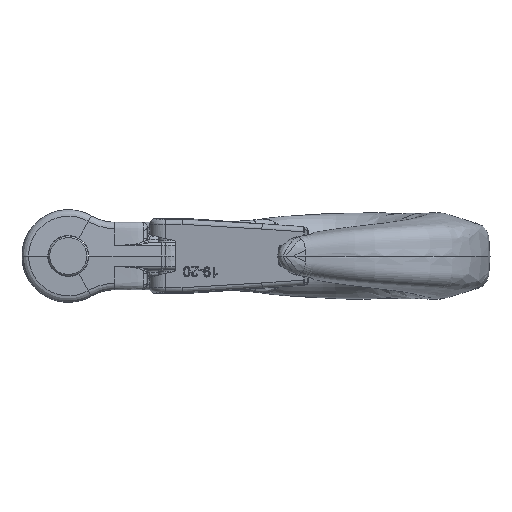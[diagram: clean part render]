
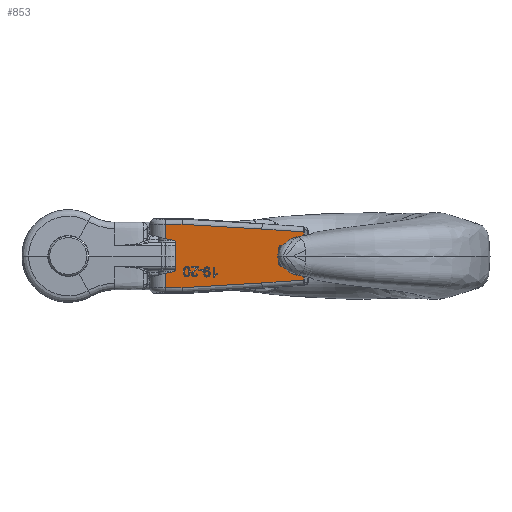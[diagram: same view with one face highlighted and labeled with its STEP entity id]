
A CAD part, left-side view. The second image highlights one B-rep face of the part: STEP entity #853.
In plain terms, the highlighted planar face has unit normal (-0.989, 0.149, 0).
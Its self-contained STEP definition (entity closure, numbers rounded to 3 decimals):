
#448=ELLIPSE('',#6813,1.521,1.5);
#449=ELLIPSE('',#6814,1.724,1.7);
#450=ELLIPSE('',#6815,1.724,1.7);
#451=ELLIPSE('',#6816,1.521,1.5);
#452=ELLIPSE('',#6817,2.535,2.5);
#453=ELLIPSE('',#6818,2.535,2.5);
#853=ADVANCED_FACE('',(#1359),#1274,.F.);
#1274=PLANE('',#6819);
#1359=FACE_OUTER_BOUND('',#1766,.T.);
#1766=EDGE_LOOP('',(#2715,#2716,#2717,#2718,#2719,#2720,#2721,#2722,#2723,
#2724,#2725,#2726,#2727,#2728,#2729,#2730,#2731,#2732,#2733,#2734,#2735,
#2736));
#2214=LINE('',#8746,#2427);
#2221=LINE('',#8763,#2434);
#2222=LINE('',#8768,#2435);
#2223=LINE('',#8770,#2436);
#2224=LINE('',#8783,#2437);
#2225=LINE('',#8785,#2438);
#2226=LINE('',#8787,#2439);
#2227=LINE('',#8792,#2440);
#2228=LINE('',#8794,#2441);
#2229=LINE('',#8796,#2442);
#2230=LINE('',#8809,#2443);
#2231=LINE('',#8811,#2444);
#2232=LINE('',#8815,#2445);
#2233=LINE('',#8819,#2446);
#2427=VECTOR('',#7349,1.);
#2434=VECTOR('',#7362,1.);
#2435=VECTOR('',#7365,1.);
#2436=VECTOR('',#7366,1.);
#2437=VECTOR('',#7367,1.);
#2438=VECTOR('',#7368,1.);
#2439=VECTOR('',#7369,1.);
#2440=VECTOR('',#7374,1.);
#2441=VECTOR('',#7375,1.);
#2442=VECTOR('',#7376,1.);
#2443=VECTOR('',#7377,1.);
#2444=VECTOR('',#7378,1.);
#2445=VECTOR('',#7381,1.);
#2446=VECTOR('',#7384,1.);
#2715=ORIENTED_EDGE('',*,*,#5342,.T.);
#2716=ORIENTED_EDGE('',*,*,#5343,.T.);
#2717=ORIENTED_EDGE('',*,*,#5344,.T.);
#2718=ORIENTED_EDGE('',*,*,#5345,.T.);
#2719=ORIENTED_EDGE('',*,*,#5346,.T.);
#2720=ORIENTED_EDGE('',*,*,#5347,.T.);
#2721=ORIENTED_EDGE('',*,*,#5348,.F.);
#2722=ORIENTED_EDGE('',*,*,#5349,.F.);
#2723=ORIENTED_EDGE('',*,*,#5350,.T.);
#2724=ORIENTED_EDGE('',*,*,#5334,.F.);
#2725=ORIENTED_EDGE('',*,*,#5351,.T.);
#2726=ORIENTED_EDGE('',*,*,#5352,.T.);
#2727=ORIENTED_EDGE('',*,*,#5353,.T.);
#2728=ORIENTED_EDGE('',*,*,#5354,.T.);
#2729=ORIENTED_EDGE('',*,*,#5355,.T.);
#2730=ORIENTED_EDGE('',*,*,#5356,.T.);
#2731=ORIENTED_EDGE('',*,*,#5357,.T.);
#2732=ORIENTED_EDGE('',*,*,#5358,.T.);
#2733=ORIENTED_EDGE('',*,*,#5359,.T.);
#2734=ORIENTED_EDGE('',*,*,#5360,.T.);
#2735=ORIENTED_EDGE('',*,*,#5361,.T.);
#2736=ORIENTED_EDGE('',*,*,#5362,.T.);
#4711=VERTEX_POINT('',#8745);
#4712=VERTEX_POINT('',#8747);
#4719=VERTEX_POINT('',#8764);
#4720=VERTEX_POINT('',#8765);
#4721=VERTEX_POINT('',#8767);
#4722=VERTEX_POINT('',#8769);
#4723=VERTEX_POINT('',#8771);
#4724=VERTEX_POINT('',#8782);
#4725=VERTEX_POINT('',#8784);
#4726=VERTEX_POINT('',#8786);
#4727=VERTEX_POINT('',#8788);
#4728=VERTEX_POINT('',#8791);
#4729=VERTEX_POINT('',#8793);
#4730=VERTEX_POINT('',#8795);
#4731=VERTEX_POINT('',#8797);
#4732=VERTEX_POINT('',#8808);
#4733=VERTEX_POINT('',#8810);
#4734=VERTEX_POINT('',#8812);
#4735=VERTEX_POINT('',#8814);
#4736=VERTEX_POINT('',#8816);
#4737=VERTEX_POINT('',#8818);
#4738=VERTEX_POINT('',#8820);
#5334=EDGE_CURVE('',#4711,#4712,#2214,.T.);
#5342=EDGE_CURVE('',#4719,#4720,#2221,.T.);
#5343=EDGE_CURVE('',#4720,#4721,#448,.T.);
#5344=EDGE_CURVE('',#4721,#4722,#2222,.T.);
#5345=EDGE_CURVE('',#4722,#4723,#2223,.T.);
#5346=EDGE_CURVE('',#4723,#4724,#6330,.T.);
#5347=EDGE_CURVE('',#4724,#4725,#2224,.T.);
#5348=EDGE_CURVE('',#4726,#4725,#2225,.T.);
#5349=EDGE_CURVE('',#4727,#4726,#2226,.T.);
#5350=EDGE_CURVE('',#4727,#4712,#449,.T.);
#5351=EDGE_CURVE('',#4711,#4728,#450,.T.);
#5352=EDGE_CURVE('',#4728,#4729,#2227,.T.);
#5353=EDGE_CURVE('',#4729,#4730,#2228,.T.);
#5354=EDGE_CURVE('',#4730,#4731,#2229,.T.);
#5355=EDGE_CURVE('',#4731,#4732,#6331,.T.);
#5356=EDGE_CURVE('',#4732,#4733,#2230,.T.);
#5357=EDGE_CURVE('',#4733,#4734,#2231,.T.);
#5358=EDGE_CURVE('',#4734,#4735,#451,.T.);
#5359=EDGE_CURVE('',#4735,#4736,#2232,.T.);
#5360=EDGE_CURVE('',#4736,#4737,#452,.T.);
#5361=EDGE_CURVE('',#4737,#4738,#2233,.T.);
#5362=EDGE_CURVE('',#4738,#4719,#453,.T.);
#6330=B_SPLINE_CURVE_WITH_KNOTS('',3,(#8772,#8773,#8774,#8775,#8776,#8777,
#8778,#8779,#8780,#8781),.UNSPECIFIED.,.F.,.F.,(4,3,3,4),(0.,0.125,
0.625,1.),.UNSPECIFIED.);
#6331=B_SPLINE_CURVE_WITH_KNOTS('',3,(#8798,#8799,#8800,#8801,#8802,#8803,
#8804,#8805,#8806,#8807),.UNSPECIFIED.,.F.,.F.,(4,3,3,4),(0.,0.125,
0.625,1.),.UNSPECIFIED.);
#6813=AXIS2_PLACEMENT_3D('',#8766,#7363,#7364);
#6814=AXIS2_PLACEMENT_3D('',#8789,#7370,#7371);
#6815=AXIS2_PLACEMENT_3D('',#8790,#7372,#7373);
#6816=AXIS2_PLACEMENT_3D('',#8813,#7379,#7380);
#6817=AXIS2_PLACEMENT_3D('',#8817,#7382,#7383);
#6818=AXIS2_PLACEMENT_3D('',#8821,#7385,#7386);
#6819=AXIS2_PLACEMENT_3D('',#8822,#7387,#7388);
#7349=DIRECTION('',(0.,0.,1.));
#7362=DIRECTION('',(-0.149,-0.989,0.));
#7363=DIRECTION('',(-0.989,0.149,0.));
#7364=DIRECTION('',(-0.149,-0.989,0.));
#7365=DIRECTION('',(0.,0.,1.));
#7366=DIRECTION('',(0.149,0.987,0.067));
#7367=DIRECTION('',(0.149,0.989,-0.009));
#7368=DIRECTION('',(0.,0.,1.));
#7369=DIRECTION('',(0.146,0.967,0.21));
#7370=DIRECTION('',(0.989,-0.149,0.));
#7371=DIRECTION('',(0.149,0.989,0.));
#7372=DIRECTION('',(0.989,-0.149,0.));
#7373=DIRECTION('',(0.149,0.989,0.));
#7374=DIRECTION('',(0.146,0.967,-0.21));
#7375=DIRECTION('',(0.,0.,-1.));
#7376=DIRECTION('',(-0.149,-0.989,-0.009));
#7377=DIRECTION('',(-0.149,-0.987,0.067));
#7378=DIRECTION('',(0.,0.,1.));
#7379=DIRECTION('',(-0.989,0.149,0.));
#7380=DIRECTION('',(-0.149,-0.989,0.));
#7381=DIRECTION('',(0.149,0.989,0.));
#7382=DIRECTION('',(0.989,-0.149,0.));
#7383=DIRECTION('',(0.149,0.989,0.));
#7384=DIRECTION('',(0.,0.,1.));
#7385=DIRECTION('',(0.989,-0.149,0.));
#7386=DIRECTION('',(0.149,0.989,0.));
#7387=DIRECTION('',(0.989,-0.149,0.));
#7388=DIRECTION('',(-0.149,-0.989,0.));
#8745=CARTESIAN_POINT('',(-50.155,93.89,-7.642));
#8746=CARTESIAN_POINT('',(-50.155,93.89,-22.25));
#8747=CARTESIAN_POINT('',(-50.155,93.89,7.642));
#8763=CARTESIAN_POINT('',(-61.334,19.684,6.5));
#8764=CARTESIAN_POINT('',(-59.685,30.631,6.5));
#8765=CARTESIAN_POINT('',(-61.346,19.601,6.5));
#8766=CARTESIAN_POINT('',(-61.346,19.601,8.));
#8767=CARTESIAN_POINT('',(-61.573,18.096,8.));
#8768=CARTESIAN_POINT('',(-61.573,18.096,-22.25));
#8769=CARTESIAN_POINT('',(-61.573,18.096,14.329));
#8770=CARTESIAN_POINT('',(-61.125,21.069,14.531));
#8771=CARTESIAN_POINT('',(-57.841,42.867,16.013));
#8772=CARTESIAN_POINT('',(-57.841,42.867,16.013));
#8773=CARTESIAN_POINT('',(-57.544,44.841,16.13));
#8774=CARTESIAN_POINT('',(-57.246,46.815,16.246));
#8775=CARTESIAN_POINT('',(-56.949,48.79,16.363));
#8776=CARTESIAN_POINT('',(-55.759,56.687,16.831));
#8777=CARTESIAN_POINT('',(-54.569,64.584,17.298));
#8778=CARTESIAN_POINT('',(-53.38,72.481,17.766));
#8779=CARTESIAN_POINT('',(-52.486,78.411,18.116));
#8780=CARTESIAN_POINT('',(-51.593,84.34,18.467));
#8781=CARTESIAN_POINT('',(-50.7,90.269,18.818));
#8782=CARTESIAN_POINT('',(-50.7,90.269,18.818));
#8783=CARTESIAN_POINT('',(-49.226,100.054,18.729));
#8784=CARTESIAN_POINT('',(-49.222,100.079,18.729));
#8785=CARTESIAN_POINT('',(-49.222,100.079,-22.25));
#8786=CARTESIAN_POINT('',(-49.222,100.079,10.357));
#8787=CARTESIAN_POINT('',(-62.086,14.693,-8.209));
#8788=CARTESIAN_POINT('',(-49.952,95.231,9.303));
#8789=CARTESIAN_POINT('',(-49.898,95.595,7.642));
#8790=CARTESIAN_POINT('',(-49.898,95.595,-7.642));
#8791=CARTESIAN_POINT('',(-49.952,95.231,-9.303));
#8792=CARTESIAN_POINT('',(-62.086,14.693,8.209));
#8793=CARTESIAN_POINT('',(-49.222,100.079,-10.357));
#8794=CARTESIAN_POINT('',(-49.222,100.079,22.25));
#8795=CARTESIAN_POINT('',(-49.222,100.079,-18.729));
#8796=CARTESIAN_POINT('',(-50.66,90.535,-18.816));
#8797=CARTESIAN_POINT('',(-50.7,90.269,-18.818));
#8798=CARTESIAN_POINT('',(-50.7,90.269,-18.818));
#8799=CARTESIAN_POINT('',(-50.997,88.295,-18.701));
#8800=CARTESIAN_POINT('',(-51.295,86.32,-18.585));
#8801=CARTESIAN_POINT('',(-51.592,84.346,-18.468));
#8802=CARTESIAN_POINT('',(-52.782,76.449,-18.));
#8803=CARTESIAN_POINT('',(-53.972,68.552,-17.533));
#8804=CARTESIAN_POINT('',(-55.162,60.654,-17.066));
#8805=CARTESIAN_POINT('',(-56.055,54.725,-16.715));
#8806=CARTESIAN_POINT('',(-56.948,48.796,-16.364));
#8807=CARTESIAN_POINT('',(-57.841,42.867,-16.013));
#8808=CARTESIAN_POINT('',(-57.841,42.867,-16.013));
#8809=CARTESIAN_POINT('',(-61.606,17.875,-14.314));
#8810=CARTESIAN_POINT('',(-61.573,18.096,-14.329));
#8811=CARTESIAN_POINT('',(-61.573,18.096,-22.25));
#8812=CARTESIAN_POINT('',(-61.573,18.096,-8.));
#8813=CARTESIAN_POINT('',(-61.346,19.601,-8.));
#8814=CARTESIAN_POINT('',(-61.346,19.601,-6.5));
#8815=CARTESIAN_POINT('',(-59.672,30.714,-6.5));
#8816=CARTESIAN_POINT('',(-59.685,30.631,-6.5));
#8817=CARTESIAN_POINT('',(-59.685,30.631,-4.));
#8818=CARTESIAN_POINT('',(-59.307,33.138,-4.));
#8819=CARTESIAN_POINT('',(-59.307,33.138,4.));
#8820=CARTESIAN_POINT('',(-59.307,33.138,4.));
#8821=CARTESIAN_POINT('',(-59.685,30.631,4.));
#8822=CARTESIAN_POINT('',(-61.636,17.678,-22.25));
